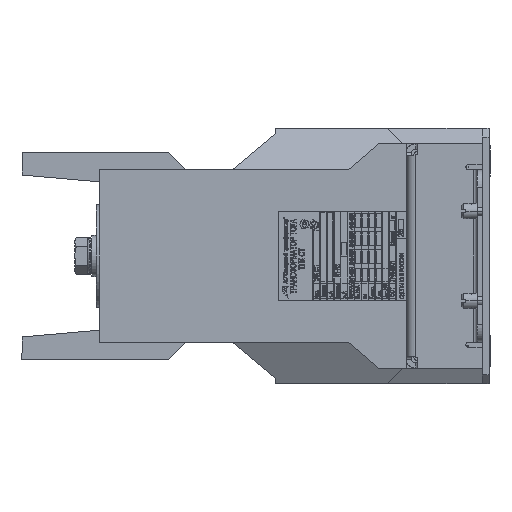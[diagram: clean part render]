
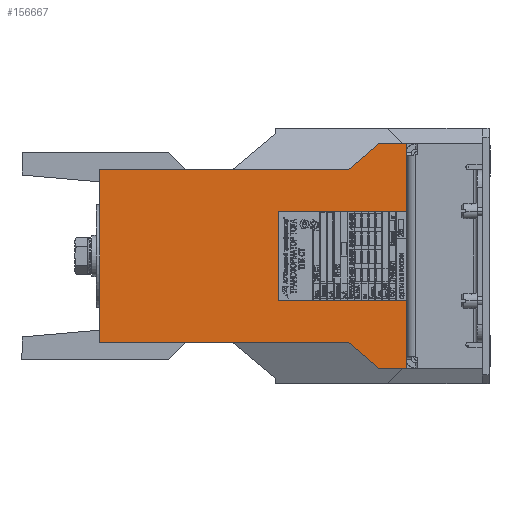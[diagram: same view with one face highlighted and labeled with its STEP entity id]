
A CAD part, left-side view. The second image highlights one B-rep face of the part: STEP entity #156667.
In plain terms, the highlighted planar face has unit normal (-1, 0, 0).
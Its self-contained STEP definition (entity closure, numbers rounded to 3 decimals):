
#1166 = VERTEX_POINT ( 'NONE', #29917 ) ;
#4024 = EDGE_CURVE ( 'NONE', #182732, #79979, #24889, .T. ) ;
#9412 = ORIENTED_EDGE ( 'NONE', *, *, #154683, .F. ) ;
#11401 = LINE ( 'NONE', #169186, #99892 ) ;
#12419 = VECTOR ( 'NONE', #181494, 1000. ) ;
#16307 = VECTOR ( 'NONE', #17613, 1000. ) ;
#17613 = DIRECTION ( 'NONE',  ( 0., -1., 0. ) ) ;
#18645 = VECTOR ( 'NONE', #55462, 1000. ) ;
#19502 = LINE ( 'NONE', #28992, #147002 ) ;
#22891 = CARTESIAN_POINT ( 'NONE',  ( -165., 0., -65. ) ) ;
#23403 = ORIENTED_EDGE ( 'NONE', *, *, #205804, .F. ) ;
#24889 = LINE ( 'NONE', #63561, #196515 ) ;
#28293 = VECTOR ( 'NONE', #169305, 1000. ) ;
#28992 = CARTESIAN_POINT ( 'NONE',  ( -165., 77.876, 50. ) ) ;
#29709 = CARTESIAN_POINT ( 'NONE',  ( -165., 60., -65. ) ) ;
#29917 = CARTESIAN_POINT ( 'NONE',  ( -165., 60., 65. ) ) ;
#30515 = CARTESIAN_POINT ( 'NONE',  ( -165., 60., -65. ) ) ;
#32776 = VERTEX_POINT ( 'NONE', #181196 ) ;
#33542 = LINE ( 'NONE', #166468, #28293 ) ;
#34195 = ORIENTED_EDGE ( 'NONE', *, *, #160432, .T. ) ;
#35207 = EDGE_CURVE ( 'NONE', #87159, #32776, #175063, .T. ) ;
#43465 = AXIS2_PLACEMENT_3D ( 'NONE', #44769, #109414, #78133 ) ;
#43651 = CARTESIAN_POINT ( 'NONE',  ( -165., 44., -65. ) ) ;
#44167 = VERTEX_POINT ( 'NONE', #29709 ) ;
#44769 = CARTESIAN_POINT ( 'NONE',  ( -165., 222., -50. ) ) ;
#48335 = VECTOR ( 'NONE', #146118, 1000. ) ;
#49407 = VECTOR ( 'NONE', #119083, 1000. ) ;
#55462 = DIRECTION ( 'NONE',  ( 0., 1., 0. ) ) ;
#58774 = VERTEX_POINT ( 'NONE', #89902 ) ;
#60653 = FACE_OUTER_BOUND ( 'NONE', #79966, .T. ) ;
#61371 = PLANE ( 'NONE',  #43465 ) ;
#63561 = CARTESIAN_POINT ( 'NONE',  ( -165., 44., -26. ) ) ;
#69593 = DIRECTION ( 'NONE',  ( 0., 0., -1. ) ) ;
#70190 = LINE ( 'NONE', #102348, #49407 ) ;
#74429 = VECTOR ( 'NONE', #158976, 1000. ) ;
#78133 = DIRECTION ( 'NONE',  ( 0., 0., -1. ) ) ;
#78392 = CARTESIAN_POINT ( 'NONE',  ( -165., 222., -50. ) ) ;
#79966 = EDGE_LOOP ( 'NONE', ( #93451, #144888, #172548, #199893, #155874, #34195, #95688, #9412, #23403, #198358, #100141, #108110 ) ) ;
#79979 = VERTEX_POINT ( 'NONE', #197487 ) ;
#81907 = LINE ( 'NONE', #22891, #165132 ) ;
#83948 = DIRECTION ( 'NONE',  ( 0., -1., 0. ) ) ;
#84808 = VERTEX_POINT ( 'NONE', #78392 ) ;
#85897 = EDGE_CURVE ( 'NONE', #151230, #182732, #145167, .T. ) ;
#87159 = VERTEX_POINT ( 'NONE', #183268 ) ;
#89076 = EDGE_CURVE ( 'NONE', #1166, #134663, #19502, .T. ) ;
#89902 = CARTESIAN_POINT ( 'NONE',  ( -165., 77.876, -50. ) ) ;
#93451 = ORIENTED_EDGE ( 'NONE', *, *, #184221, .F. ) ;
#94265 = VERTEX_POINT ( 'NONE', #180029 ) ;
#95688 = ORIENTED_EDGE ( 'NONE', *, *, #89076, .T. ) ;
#98906 = CARTESIAN_POINT ( 'NONE',  ( -165., 77.876, 50. ) ) ;
#99892 = VECTOR ( 'NONE', #69593, 1000. ) ;
#100141 = ORIENTED_EDGE ( 'NONE', *, *, #131362, .T. ) ;
#102348 = CARTESIAN_POINT ( 'NONE',  ( -165., 222., -50. ) ) ;
#106378 = CARTESIAN_POINT ( 'NONE',  ( -165., 118., -26. ) ) ;
#108110 = ORIENTED_EDGE ( 'NONE', *, *, #142860, .T. ) ;
#109414 = DIRECTION ( 'NONE',  ( 1., 0., 0. ) ) ;
#109476 = CARTESIAN_POINT ( 'NONE',  ( -165., 44., -65. ) ) ;
#117233 = CARTESIAN_POINT ( 'NONE',  ( -165., 222., -50. ) ) ;
#119083 = DIRECTION ( 'NONE',  ( 0., 0., 1. ) ) ;
#131362 = EDGE_CURVE ( 'NONE', #58774, #44167, #175800, .T. ) ;
#134663 = VERTEX_POINT ( 'NONE', #98906 ) ;
#138362 = CARTESIAN_POINT ( 'NONE',  ( -165., 44., 26. ) ) ;
#140037 = EDGE_CURVE ( 'NONE', #32776, #151230, #156624, .T. ) ;
#140821 = CARTESIAN_POINT ( 'NONE',  ( -165., 222., 50. ) ) ;
#142860 = EDGE_CURVE ( 'NONE', #44167, #145319, #81907, .T. ) ;
#143829 = LINE ( 'NONE', #117233, #16307 ) ;
#144888 = ORIENTED_EDGE ( 'NONE', *, *, #4024, .F. ) ;
#145167 = LINE ( 'NONE', #148008, #12419 ) ;
#145319 = VERTEX_POINT ( 'NONE', #109476 ) ;
#145329 = DIRECTION ( 'NONE',  ( 0., 0.766, -0.643 ) ) ;
#146118 = DIRECTION ( 'NONE',  ( 0., -0.766, -0.643 ) ) ;
#147002 = VECTOR ( 'NONE', #145329, 1000. ) ;
#148008 = CARTESIAN_POINT ( 'NONE',  ( -165., 118., -26. ) ) ;
#151230 = VERTEX_POINT ( 'NONE', #206585 ) ;
#154683 = EDGE_CURVE ( 'NONE', #94265, #134663, #207047, .T. ) ;
#155874 = ORIENTED_EDGE ( 'NONE', *, *, #35207, .F. ) ;
#156624 = LINE ( 'NONE', #138362, #18645 ) ;
#156667 = ADVANCED_FACE ( 'NONE', ( #60653 ), #61371, .F. ) ;
#158528 = EDGE_CURVE ( 'NONE', #84808, #58774, #143829, .T. ) ;
#158976 = DIRECTION ( 'NONE',  ( 0., -1., 0. ) ) ;
#160432 = EDGE_CURVE ( 'NONE', #87159, #1166, #33542, .T. ) ;
#165132 = VECTOR ( 'NONE', #173460, 1000. ) ;
#166468 = CARTESIAN_POINT ( 'NONE',  ( -165., 60., 65. ) ) ;
#169186 = CARTESIAN_POINT ( 'NONE',  ( -165., 44., -65. ) ) ;
#169305 = DIRECTION ( 'NONE',  ( 0., 1., 0. ) ) ;
#169781 = VECTOR ( 'NONE', #209984, 1000. ) ;
#172548 = ORIENTED_EDGE ( 'NONE', *, *, #85897, .F. ) ;
#173460 = DIRECTION ( 'NONE',  ( 0., -1., 0. ) ) ;
#175063 = LINE ( 'NONE', #43651, #169781 ) ;
#175800 = LINE ( 'NONE', #30515, #48335 ) ;
#180029 = CARTESIAN_POINT ( 'NONE',  ( -165., 222., 50. ) ) ;
#181196 = CARTESIAN_POINT ( 'NONE',  ( -165., 44., 26. ) ) ;
#181494 = DIRECTION ( 'NONE',  ( 0., 0., -1. ) ) ;
#182732 = VERTEX_POINT ( 'NONE', #106378 ) ;
#183268 = CARTESIAN_POINT ( 'NONE',  ( -165., 44., 65. ) ) ;
#184221 = EDGE_CURVE ( 'NONE', #79979, #145319, #11401, .T. ) ;
#196515 = VECTOR ( 'NONE', #83948, 1000. ) ;
#197487 = CARTESIAN_POINT ( 'NONE',  ( -165., 44., -26. ) ) ;
#198358 = ORIENTED_EDGE ( 'NONE', *, *, #158528, .T. ) ;
#199893 = ORIENTED_EDGE ( 'NONE', *, *, #140037, .F. ) ;
#205804 = EDGE_CURVE ( 'NONE', #84808, #94265, #70190, .T. ) ;
#206585 = CARTESIAN_POINT ( 'NONE',  ( -165., 118., 26. ) ) ;
#207047 = LINE ( 'NONE', #140821, #74429 ) ;
#209984 = DIRECTION ( 'NONE',  ( 0., 0., -1. ) ) ;
